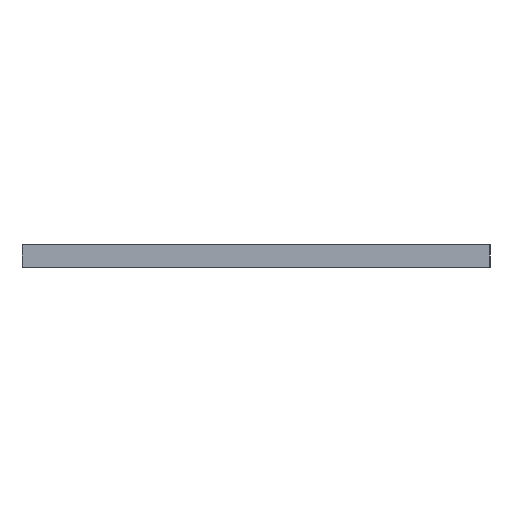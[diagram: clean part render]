
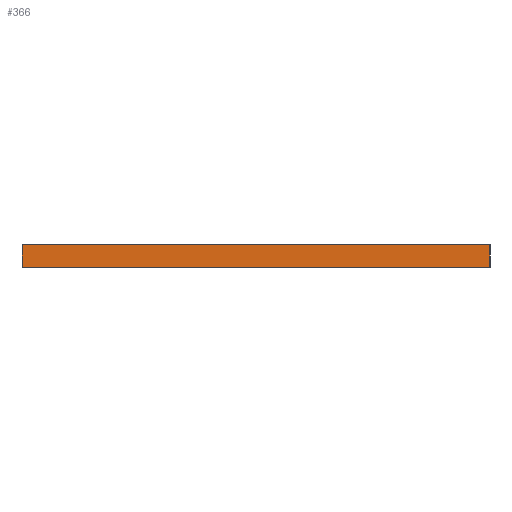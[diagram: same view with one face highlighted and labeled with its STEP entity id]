
A CAD part, left-side view. The second image highlights one B-rep face of the part: STEP entity #366.
In plain terms, the highlighted planar face has unit normal (-1, 0, 0).
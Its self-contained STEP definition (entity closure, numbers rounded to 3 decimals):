
#3 = ORIENTED_EDGE ( 'NONE', *, *, #566, .F. ) ;
#13 = CARTESIAN_POINT ( 'NONE',  ( -277., 0., 0. ) ) ;
#92 = CARTESIAN_POINT ( 'NONE',  ( -277., 62., 0. ) ) ;
#104 = VERTEX_POINT ( 'NONE', #92 ) ;
#105 = EDGE_CURVE ( 'NONE', #487, #104, #792, .T. ) ;
#112 = EDGE_CURVE ( 'NONE', #115, #661, #294, .T. ) ;
#115 = VERTEX_POINT ( 'NONE', #232 ) ;
#116 = VECTOR ( 'NONE', #853, 1000. ) ;
#123 = EDGE_CURVE ( 'NONE', #115, #487, #129, .T. ) ;
#129 = LINE ( 'NONE', #900, #763 ) ;
#196 = ORIENTED_EDGE ( 'NONE', *, *, #112, .F. ) ;
#204 = DIRECTION ( 'NONE',  ( 0., 0., 1. ) ) ;
#229 = LINE ( 'NONE', #514, #779 ) ;
#232 = CARTESIAN_POINT ( 'NONE',  ( -277., 0., -3. ) ) ;
#244 = PLANE ( 'NONE',  #284 ) ;
#284 = AXIS2_PLACEMENT_3D ( 'NONE', #527, #398, #886 ) ;
#294 = LINE ( 'NONE', #631, #833 ) ;
#366 = ADVANCED_FACE ( 'NONE', ( #532 ), #244, .F. ) ;
#398 = DIRECTION ( 'NONE',  ( 1., 0., 0. ) ) ;
#459 = CARTESIAN_POINT ( 'NONE',  ( -277., 62., -3. ) ) ;
#487 = VERTEX_POINT ( 'NONE', #555 ) ;
#514 = CARTESIAN_POINT ( 'NONE',  ( -277., 62., -3. ) ) ;
#525 = ORIENTED_EDGE ( 'NONE', *, *, #123, .T. ) ;
#527 = CARTESIAN_POINT ( 'NONE',  ( -277., 0., -3. ) ) ;
#532 = FACE_OUTER_BOUND ( 'NONE', #814, .T. ) ;
#555 = CARTESIAN_POINT ( 'NONE',  ( -277., 0., 0. ) ) ;
#566 = EDGE_CURVE ( 'NONE', #661, #104, #229, .T. ) ;
#619 = ORIENTED_EDGE ( 'NONE', *, *, #105, .T. ) ;
#631 = CARTESIAN_POINT ( 'NONE',  ( -277., 0., -3. ) ) ;
#661 = VERTEX_POINT ( 'NONE', #459 ) ;
#763 = VECTOR ( 'NONE', #204, 1000. ) ;
#779 = VECTOR ( 'NONE', #850, 1000. ) ;
#792 = LINE ( 'NONE', #13, #116 ) ;
#814 = EDGE_LOOP ( 'NONE', ( #619, #3, #196, #525 ) ) ;
#833 = VECTOR ( 'NONE', #846, 1000. ) ;
#846 = DIRECTION ( 'NONE',  ( 0., 1., 0. ) ) ;
#850 = DIRECTION ( 'NONE',  ( 0., 0., 1. ) ) ;
#853 = DIRECTION ( 'NONE',  ( 0., 1., 0. ) ) ;
#886 = DIRECTION ( 'NONE',  ( 0., 0., -1. ) ) ;
#900 = CARTESIAN_POINT ( 'NONE',  ( -277., 0., -3. ) ) ;
